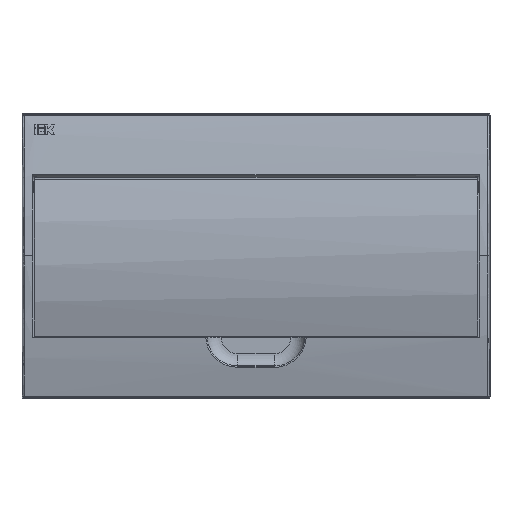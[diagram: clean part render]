
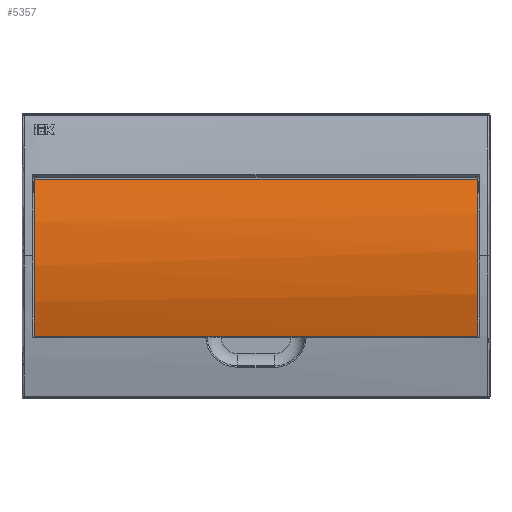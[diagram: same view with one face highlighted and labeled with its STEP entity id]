
A CAD part, top view. The second image highlights one B-rep face of the part: STEP entity #5357.
In plain terms, the highlighted cylindrical face has radius 194.113 mm (diameter 388.225 mm), a partial arc.
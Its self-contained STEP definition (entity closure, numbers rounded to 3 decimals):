
#1452 = VECTOR ( 'NONE', #44394, 1000. ) ;
#3486 = ORIENTED_EDGE ( 'NONE', *, *, #42968, .T. ) ;
#3631 = LINE ( 'NONE', #44581, #1452 ) ;
#4637 = CARTESIAN_POINT ( 'NONE',  ( 114.697, 54.767, 85.817 ) ) ;
#5357 = ADVANCED_FACE ( 'NONE', ( #78510 ), #16357, .T. ) ;
#5558 = ORIENTED_EDGE ( 'NONE', *, *, #49359, .T. ) ;
#10204 = CARTESIAN_POINT ( 'NONE',  ( -228.145, 54.767, 85.817 ) ) ;
#11995 = VECTOR ( 'NONE', #59045, 1000. ) ;
#12319 = CARTESIAN_POINT ( 'NONE',  ( 114.706, -66.495, 83.9 ) ) ;
#14119 =( BOUNDED_CURVE ( )  B_SPLINE_CURVE ( 3, ( #79412, #72486, #24468, #25785 ),
 .UNSPECIFIED., .F., .F. ) 
 B_SPLINE_CURVE_WITH_KNOTS ( ( 4, 4 ),
 ( 5.961, 6.597 ),
 .UNSPECIFIED. ) 
 CURVE ( )  GEOMETRIC_REPRESENTATION_ITEM ( )  RATIONAL_B_SPLINE_CURVE ( ( 1., 0.967, 0.967, 1. ) ) 
 REPRESENTATION_ITEM ( '' )  );
#16357 = CYLINDRICAL_SURFACE ( 'NONE', #39744, 194.112 ) ;
#20865 = VERTEX_POINT ( 'NONE', #59997 ) ;
#24468 = CARTESIAN_POINT ( 'NONE',  ( 114.472, 14.837, 98.252 ) ) ;
#25785 = CARTESIAN_POINT ( 'NONE',  ( 114.697, 54.767, 85.817 ) ) ;
#31677 = CARTESIAN_POINT ( 'NONE',  ( -228.154, -66.495, 83.9 ) ) ;
#31779 = CARTESIAN_POINT ( 'NONE',  ( -227.923, -26.979, 97.591 ) ) ;
#31871 = CARTESIAN_POINT ( 'NONE',  ( -228.145, 54.767, 85.817 ) ) ;
#32440 = CARTESIAN_POINT ( 'NONE',  ( -227.919, 14.837, 98.252 ) ) ;
#32586 =( BOUNDED_CURVE ( )  B_SPLINE_CURVE ( 3, ( #31871, #32440, #31779, #31677 ),
 .UNSPECIFIED., .F., .F. ) 
 B_SPLINE_CURVE_WITH_KNOTS ( ( 4, 4 ),
 ( 2.828, 3.464 ),
 .UNSPECIFIED. ) 
 CURVE ( )  GEOMETRIC_REPRESENTATION_ITEM ( )  RATIONAL_B_SPLINE_CURVE ( ( 1., 0.967, 0.967, 1. ) ) 
 REPRESENTATION_ITEM ( '' )  );
#34468 = VERTEX_POINT ( 'NONE', #12319 ) ;
#39744 = AXIS2_PLACEMENT_3D ( 'NONE', #70821, #70026, #70893 ) ;
#42968 = EDGE_CURVE ( 'NONE', #67086, #20865, #32586, .T. ) ;
#43914 = EDGE_CURVE ( 'NONE', #34468, #65646, #14119, .T. ) ;
#44394 = DIRECTION ( 'NONE',  ( -1., 0., 0. ) ) ;
#44581 = CARTESIAN_POINT ( 'NONE',  ( 114.776, 54.767, 85.817 ) ) ;
#44968 = EDGE_CURVE ( 'NONE', #65646, #67086, #3631, .T. ) ;
#49359 = EDGE_CURVE ( 'NONE', #20865, #34468, #67563, .T. ) ;
#52074 = CARTESIAN_POINT ( 'NONE',  ( 114.776, -66.495, 83.9 ) ) ;
#59045 = DIRECTION ( 'NONE',  ( 1., 0., 0. ) ) ;
#59997 = CARTESIAN_POINT ( 'NONE',  ( -228.154, -66.495, 83.9 ) ) ;
#65646 = VERTEX_POINT ( 'NONE', #4637 ) ;
#67086 = VERTEX_POINT ( 'NONE', #10204 ) ;
#67563 = LINE ( 'NONE', #52074, #11995 ) ;
#67895 = ORIENTED_EDGE ( 'NONE', *, *, #44968, .T. ) ;
#70026 = DIRECTION ( 'NONE',  ( -1., 0., 0. ) ) ;
#70821 = CARTESIAN_POINT ( 'NONE',  ( 114.776, -2.95, -99.516 ) ) ;
#70893 = DIRECTION ( 'NONE',  ( 0., -1., 0. ) ) ;
#72486 = CARTESIAN_POINT ( 'NONE',  ( 114.475, -26.979, 97.591 ) ) ;
#78510 = FACE_OUTER_BOUND ( 'NONE', #85793, .T. ) ;
#79264 = ORIENTED_EDGE ( 'NONE', *, *, #43914, .T. ) ;
#79412 = CARTESIAN_POINT ( 'NONE',  ( 114.706, -66.495, 83.9 ) ) ;
#85793 = EDGE_LOOP ( 'NONE', ( #3486, #5558, #79264, #67895 ) ) ;
